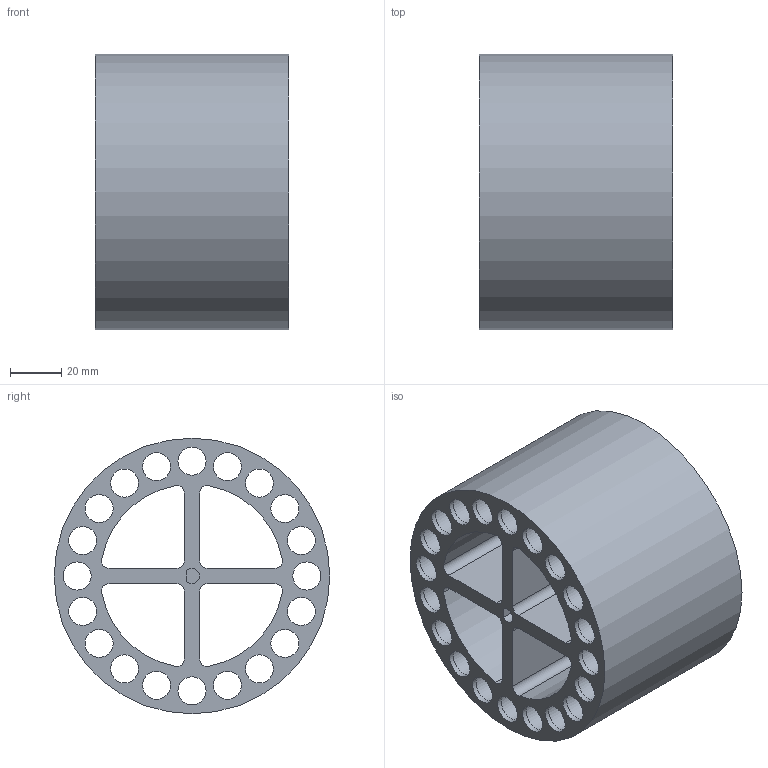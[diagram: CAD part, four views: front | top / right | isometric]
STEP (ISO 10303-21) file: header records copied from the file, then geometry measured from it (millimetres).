
FILE_DESCRIPTION(/* description */ (''),/* implementation_level */ '2;1');
FILE_NAME(/* name */ 'Circular 20 Dart Magazine Concept v2.step',/* time_stamp */ '2022-02-01T16:29:55+00:00',/* author */ (''),/* organization */ (''),/* preprocessor_version */ 'ST-DEVELOPER v18.1',/* originating_system */ 'Autodesk Translation Framework v10.10.0.1391',/* authorisation */ '');
FILE_SCHEMA (('AUTOMOTIVE_DESIGN { 1 0 10303 214 3 1 1 }'));
Length unit declared in the file: millimetre
Products named in the file (1): Circular 20 Dart Magazine Concept
Bounding box: 76 x 108 x 108 mm (x, y, z)
Volume: 251190.1 mm3; surface area: 129918.7 mm2
Topology: 1 solids, 1 shells, 90 faces, 201 edges, 134 vertices
Faces by surface type: cylinder 58, plane 32
Full cylindrical faces by diameter (mm): 11 x20, 13 x20, 108 x1
Entity records: 2697 total; most frequent: DIRECTION 499, CARTESIAN_POINT 426, ORIENTED_EDGE 402, AXIS2_PLACEMENT_3D 207, EDGE_CURVE 201, EDGE_LOOP 159, VERTEX_POINT 134, CIRCLE 116
